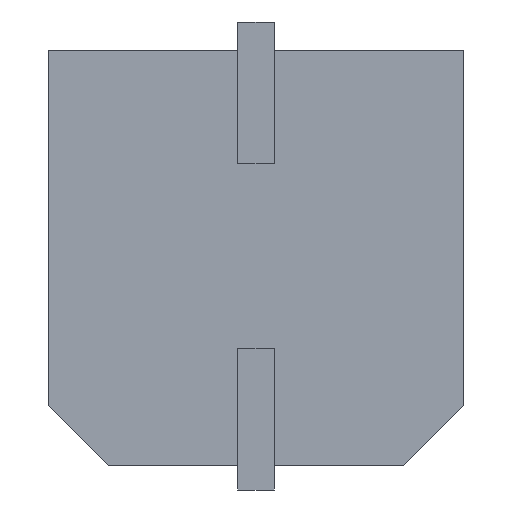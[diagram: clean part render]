
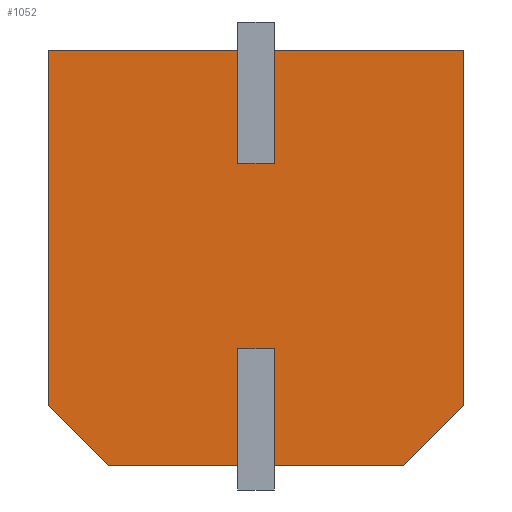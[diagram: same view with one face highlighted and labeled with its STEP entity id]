
A CAD part, front view. The second image highlights one B-rep face of the part: STEP entity #1052.
In plain terms, the highlighted planar face has unit normal (0, -1, 0).
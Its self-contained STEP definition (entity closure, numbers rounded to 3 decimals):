
#14 = DIRECTION ( 'NONE',  ( -0.707, 0., 0.707 ) ) ;
#52 = DIRECTION ( 'NONE',  ( 0., 1., 0. ) ) ;
#89 = EDGE_CURVE ( 'NONE', #5490, #1484, #5899, .T. ) ;
#103 = VERTEX_POINT ( 'NONE', #4406 ) ;
#115 = CARTESIAN_POINT ( 'NONE',  ( 0.45, 0., -5.15 ) ) ;
#161 = EDGE_CURVE ( 'NONE', #1770, #1620, #1715, .T. ) ;
#179 = CARTESIAN_POINT ( 'NONE',  ( 5.15, 0., 5.15 ) ) ;
#217 = FACE_OUTER_BOUND ( 'NONE', #4438, .T. ) ;
#240 = ORIENTED_EDGE ( 'NONE', *, *, #89, .F. ) ;
#307 = VECTOR ( 'NONE', #2336, 1000. ) ;
#310 = LINE ( 'NONE', #6370, #2871 ) ;
#367 = VECTOR ( 'NONE', #14, 1000. ) ;
#382 = VECTOR ( 'NONE', #876, 1000. ) ;
#413 = VERTEX_POINT ( 'NONE', #5519 ) ;
#428 = CARTESIAN_POINT ( 'NONE',  ( -5.15, 0., -3.65 ) ) ;
#702 = VECTOR ( 'NONE', #5880, 1000. ) ;
#711 = CARTESIAN_POINT ( 'NONE',  ( 3.65, 0., -5.15 ) ) ;
#717 = EDGE_CURVE ( 'NONE', #413, #1770, #857, .T. ) ;
#840 = DIRECTION ( 'NONE',  ( 0., 0., 1. ) ) ;
#857 = LINE ( 'NONE', #3800, #702 ) ;
#869 = ORIENTED_EDGE ( 'NONE', *, *, #3279, .F. ) ;
#876 = DIRECTION ( 'NONE',  ( 0., 0., -1. ) ) ;
#896 = EDGE_CURVE ( 'NONE', #1484, #4387, #1179, .T. ) ;
#912 = DIRECTION ( 'NONE',  ( -1., 0., 0. ) ) ;
#926 = CARTESIAN_POINT ( 'NONE',  ( -5.15, 0., -3.65 ) ) ;
#937 = DIRECTION ( 'NONE',  ( 0., 0., 1. ) ) ;
#987 = CARTESIAN_POINT ( 'NONE',  ( 5.15, 0., -3.65 ) ) ;
#1052 = ADVANCED_FACE ( 'NONE', ( #217 ), #2095, .F. ) ;
#1135 = VECTOR ( 'NONE', #3318, 1000. ) ;
#1179 = LINE ( 'NONE', #3004, #3901 ) ;
#1199 = EDGE_CURVE ( 'NONE', #5977, #5490, #6083, .T. ) ;
#1284 = LINE ( 'NONE', #2283, #1135 ) ;
#1329 = LINE ( 'NONE', #4661, #3896 ) ;
#1349 = LINE ( 'NONE', #3439, #3913 ) ;
#1484 = VERTEX_POINT ( 'NONE', #2254 ) ;
#1620 = VERTEX_POINT ( 'NONE', #2501 ) ;
#1647 = DIRECTION ( 'NONE',  ( 1., 0., 0. ) ) ;
#1708 = ORIENTED_EDGE ( 'NONE', *, *, #717, .F. ) ;
#1715 = LINE ( 'NONE', #926, #367 ) ;
#1770 = VERTEX_POINT ( 'NONE', #2417 ) ;
#1775 = ORIENTED_EDGE ( 'NONE', *, *, #896, .F. ) ;
#1789 = VECTOR ( 'NONE', #840, 1000. ) ;
#1790 = CARTESIAN_POINT ( 'NONE',  ( -0.45, 0., -2.25 ) ) ;
#1910 = LINE ( 'NONE', #3449, #382 ) ;
#1952 = ORIENTED_EDGE ( 'NONE', *, *, #4072, .F. ) ;
#1972 = EDGE_CURVE ( 'NONE', #5045, #413, #4572, .T. ) ;
#2044 = EDGE_CURVE ( 'NONE', #103, #5045, #1284, .T. ) ;
#2066 = ORIENTED_EDGE ( 'NONE', *, *, #3836, .F. ) ;
#2095 = PLANE ( 'NONE',  #2911 ) ;
#2172 = CARTESIAN_POINT ( 'NONE',  ( -0.45, 0., 2.35 ) ) ;
#2254 = CARTESIAN_POINT ( 'NONE',  ( 0.45, 0., 5.15 ) ) ;
#2283 = CARTESIAN_POINT ( 'NONE',  ( -0.45, 0., -2.25 ) ) ;
#2336 = DIRECTION ( 'NONE',  ( 1., 0., 0. ) ) ;
#2417 = CARTESIAN_POINT ( 'NONE',  ( -3.65, 0., -5.15 ) ) ;
#2501 = CARTESIAN_POINT ( 'NONE',  ( -5.15, 0., -3.65 ) ) ;
#2596 = CARTESIAN_POINT ( 'NONE',  ( 0., 0., 0. ) ) ;
#2819 = CARTESIAN_POINT ( 'NONE',  ( -5.15, 0., 5.15 ) ) ;
#2871 = VECTOR ( 'NONE', #3307, 1000. ) ;
#2911 = AXIS2_PLACEMENT_3D ( 'NONE', #2596, #52, #3633 ) ;
#3004 = CARTESIAN_POINT ( 'NONE',  ( -5.15, 0., 5.15 ) ) ;
#3038 = ORIENTED_EDGE ( 'NONE', *, *, #161, .F. ) ;
#3126 = VERTEX_POINT ( 'NONE', #115 ) ;
#3133 = EDGE_CURVE ( 'NONE', #6206, #5326, #5766, .T. ) ;
#3182 = VECTOR ( 'NONE', #1647, 1000. ) ;
#3279 = EDGE_CURVE ( 'NONE', #3126, #103, #1349, .T. ) ;
#3307 = DIRECTION ( 'NONE',  ( -0.707, 0., -0.707 ) ) ;
#3318 = DIRECTION ( 'NONE',  ( -1., 0., 0. ) ) ;
#3336 = CARTESIAN_POINT ( 'NONE',  ( -0.45, 0., 2.35 ) ) ;
#3354 = EDGE_CURVE ( 'NONE', #1620, #6206, #6493, .T. ) ;
#3401 = VERTEX_POINT ( 'NONE', #987 ) ;
#3439 = CARTESIAN_POINT ( 'NONE',  ( 0.45, 0., -2.25 ) ) ;
#3449 = CARTESIAN_POINT ( 'NONE',  ( 5.15, 0., -3.65 ) ) ;
#3597 = LINE ( 'NONE', #3985, #6162 ) ;
#3600 = EDGE_CURVE ( 'NONE', #4387, #3401, #1910, .T. ) ;
#3633 = DIRECTION ( 'NONE',  ( 0., 0., 1. ) ) ;
#3667 = CARTESIAN_POINT ( 'NONE',  ( -0.45, 0., -2.25 ) ) ;
#3750 = VECTOR ( 'NONE', #937, 1000. ) ;
#3800 = CARTESIAN_POINT ( 'NONE',  ( -3.65, 0., -5.15 ) ) ;
#3836 = EDGE_CURVE ( 'NONE', #5812, #3126, #3597, .T. ) ;
#3877 = CARTESIAN_POINT ( 'NONE',  ( -0.45, 0., 5.15 ) ) ;
#3883 = ORIENTED_EDGE ( 'NONE', *, *, #3133, .F. ) ;
#3896 = VECTOR ( 'NONE', #5188, 1000. ) ;
#3901 = VECTOR ( 'NONE', #6597, 1000. ) ;
#3913 = VECTOR ( 'NONE', #5485, 1000. ) ;
#3947 = EDGE_CURVE ( 'NONE', #5326, #5977, #1329, .T. ) ;
#3985 = CARTESIAN_POINT ( 'NONE',  ( -3.65, 0., -5.15 ) ) ;
#4072 = EDGE_CURVE ( 'NONE', #3401, #5812, #310, .T. ) ;
#4188 = VECTOR ( 'NONE', #6417, 1000. ) ;
#4387 = VERTEX_POINT ( 'NONE', #179 ) ;
#4406 = CARTESIAN_POINT ( 'NONE',  ( 0.45, 0., -2.25 ) ) ;
#4438 = EDGE_LOOP ( 'NONE', ( #6584, #3883, #5669, #3038, #1708, #6253, #5418, #869, #2066, #1952, #5821, #1775, #240, #4817 ) ) ;
#4572 = LINE ( 'NONE', #1790, #4188 ) ;
#4661 = CARTESIAN_POINT ( 'NONE',  ( -0.45, 0., 5.85 ) ) ;
#4817 = ORIENTED_EDGE ( 'NONE', *, *, #1199, .F. ) ;
#5045 = VERTEX_POINT ( 'NONE', #3667 ) ;
#5188 = DIRECTION ( 'NONE',  ( 0., 0., -1. ) ) ;
#5269 = CARTESIAN_POINT ( 'NONE',  ( -5.15, 0., 5.15 ) ) ;
#5326 = VERTEX_POINT ( 'NONE', #3877 ) ;
#5418 = ORIENTED_EDGE ( 'NONE', *, *, #2044, .F. ) ;
#5485 = DIRECTION ( 'NONE',  ( 0., 0., 1. ) ) ;
#5490 = VERTEX_POINT ( 'NONE', #5545 ) ;
#5519 = CARTESIAN_POINT ( 'NONE',  ( -0.45, 0., -5.15 ) ) ;
#5545 = CARTESIAN_POINT ( 'NONE',  ( 0.45, 0., 2.35 ) ) ;
#5669 = ORIENTED_EDGE ( 'NONE', *, *, #3354, .F. ) ;
#5766 = LINE ( 'NONE', #2819, #307 ) ;
#5812 = VERTEX_POINT ( 'NONE', #711 ) ;
#5821 = ORIENTED_EDGE ( 'NONE', *, *, #3600, .F. ) ;
#5880 = DIRECTION ( 'NONE',  ( -1., 0., 0. ) ) ;
#5899 = LINE ( 'NONE', #6473, #1789 ) ;
#5977 = VERTEX_POINT ( 'NONE', #3336 ) ;
#6083 = LINE ( 'NONE', #2172, #3182 ) ;
#6162 = VECTOR ( 'NONE', #912, 1000. ) ;
#6206 = VERTEX_POINT ( 'NONE', #5269 ) ;
#6253 = ORIENTED_EDGE ( 'NONE', *, *, #1972, .F. ) ;
#6370 = CARTESIAN_POINT ( 'NONE',  ( 3.65, 0., -5.15 ) ) ;
#6417 = DIRECTION ( 'NONE',  ( 0., 0., -1. ) ) ;
#6473 = CARTESIAN_POINT ( 'NONE',  ( 0.45, 0., 5.85 ) ) ;
#6493 = LINE ( 'NONE', #428, #3750 ) ;
#6584 = ORIENTED_EDGE ( 'NONE', *, *, #3947, .F. ) ;
#6597 = DIRECTION ( 'NONE',  ( 1., 0., 0. ) ) ;
